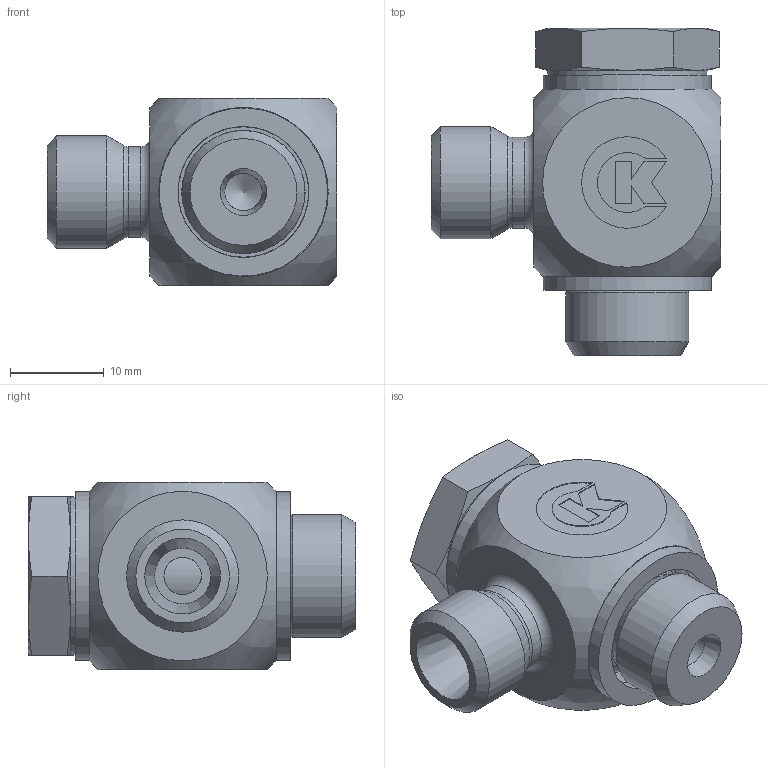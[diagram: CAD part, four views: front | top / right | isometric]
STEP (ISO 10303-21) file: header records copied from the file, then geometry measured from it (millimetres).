
FILE_DESCRIPTION((''),'2;1');
FILE_NAME('80712806.stp','2014-10-24T16:17:20',(''),('KNOMI spol. s r. o.'),'Autodesk Inventor 2012','Autodesk Inventor 2012','');
FILE_SCHEMA(('AUTOMOTIVE_DESIGN { 1 2 10303 214 0 1 1 1 }'));
Length unit declared in the file: millimetre
Products named in the file (4): SP2  6LR1/4  G1/4/M12 Js05; 74702706; 70910528; 73181415
Assembly tree (4 placements, depth 2):
  SP2  6LR1/4  G1/4/M12 Js05
    74702706
    70910528
    73181415  x2
Bounding box: 31 x 35 x 20 mm (x, y, z)
Volume: 9443.5 mm3; surface area: 6347.4 mm2
Topology: 4 solids, 4 shells, 125 faces, 296 edges, 192 vertices
Faces by surface type: plane 69, cylinder 26, cone 25, torus 4, sphere 1
Full cylindrical faces by diameter (mm): 2.8 x4, 4 x2, 6 x1, 9 x1, 9.7 x1, 11.2 x1, 12 x1, 13.157 x1, 13.96 x2, 14 x3, 17 x1, 18 x2
Entity records: 3739 total; most frequent: CARTESIAN_POINT 917, DIRECTION 527, ORIENTED_EDGE 488, EDGE_CURVE 244, AXIS2_PLACEMENT_3D 199, EDGE_LOOP 181, VERTEX_POINT 175, VECTOR 129
